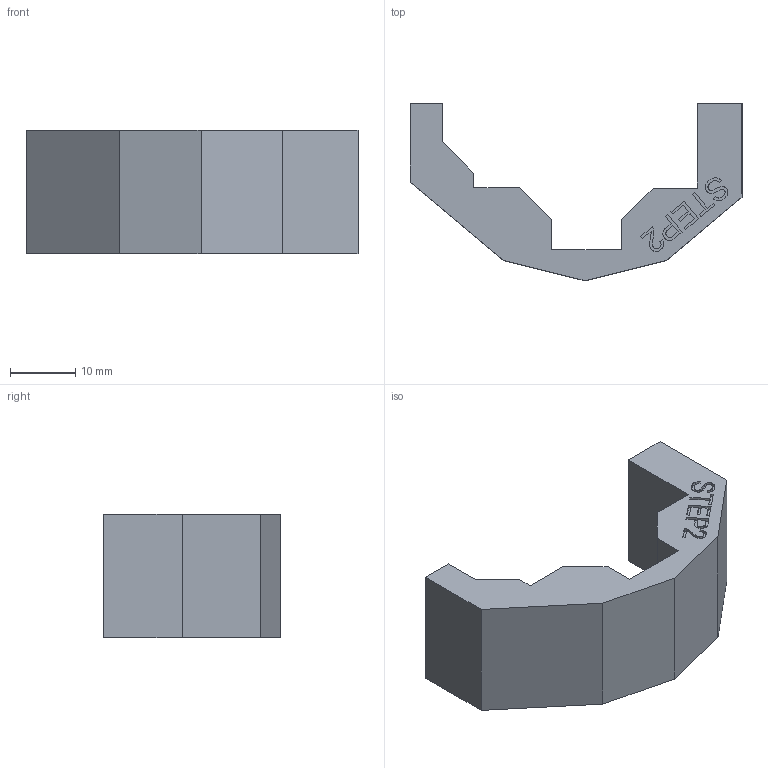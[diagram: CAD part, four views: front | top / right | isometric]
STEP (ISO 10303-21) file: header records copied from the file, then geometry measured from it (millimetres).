
FILE_DESCRIPTION(/* description */ ('','CAx-IF Rec.Pracs.---Representation and Presentation of Product Manufacturing Information (PMI)---4.0---2014-10-13'),/* implementation_level */ '2;1');
FILE_NAME(/* name */ 'Hub_Tool_Step2.step',/* time_stamp */ '2025-01-25T15:35:36-05:00',/* author */ (''),/* organization */ (''),/* preprocessor_version */ 'ST-DEVELOPER v20',/* originating_system */ 'Autodesk Translation Framework v13.20.0.188',/* authorisation */ '');
FILE_SCHEMA (('AP242_MANAGED_MODEL_BASED_3D_ENGINEERING_MIM_LF { 1 0 10303 442 1 1 4 }'));
Length unit declared in the file: millimetre
Products named in the file (1): Hub_Tool_Step2
Bounding box: 51.02 x 27.26 x 19 mm (x, y, z)
Volume: 9804.6 mm3; surface area: 4379.6 mm2
Topology: 1 solids, 1 shells, 124 faces, 348 edges, 232 vertices
Faces by surface type: plane 62, bspline 62
Entity records: 4565 total; most frequent: CARTESIAN_POINT 1759, ORIENTED_EDGE 696, DIRECTION 350, EDGE_CURVE 348, VERTEX_POINT 232, LINE 224, VECTOR 224, EDGE_LOOP 130
